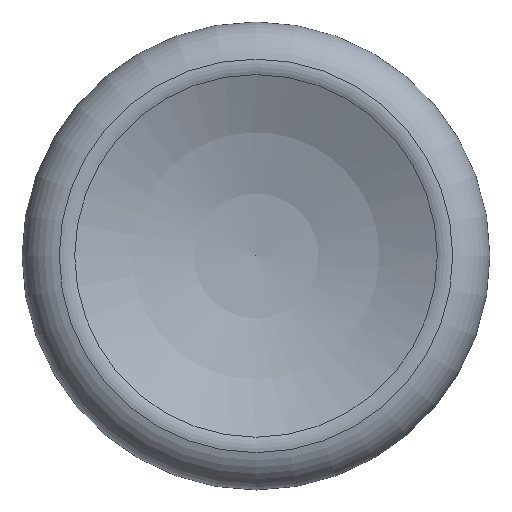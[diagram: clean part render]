
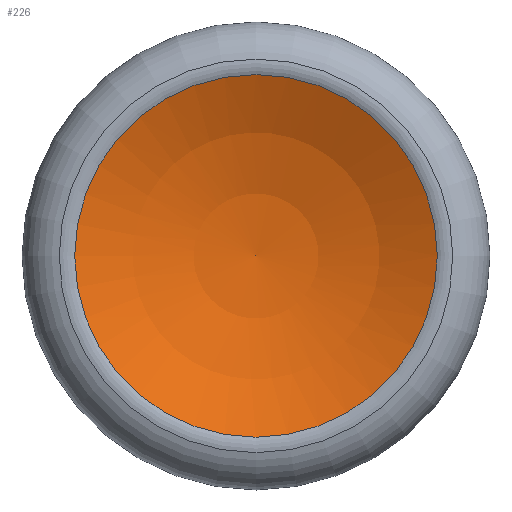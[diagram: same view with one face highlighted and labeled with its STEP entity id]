
A CAD part, top view. The second image highlights one B-rep face of the part: STEP entity #226.
In plain terms, the highlighted spherical face has radius 17 mm.
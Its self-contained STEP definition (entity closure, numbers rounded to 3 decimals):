
#15=SPHERICAL_SURFACE('',#257,17.);
#61=FACE_OUTER_BOUND('',#76,.T.);
#76=EDGE_LOOP('',(#182,#183,#184,#185));
#98=CIRCLE('',#255,7.749);
#99=CIRCLE('',#256,7.749);
#100=CIRCLE('',#258,17.);
#112=VERTEX_POINT('',#376);
#113=VERTEX_POINT('',#378);
#114=VERTEX_POINT('',#382);
#138=EDGE_CURVE('',#112,#113,#98,.T.);
#139=EDGE_CURVE('',#113,#112,#99,.T.);
#140=EDGE_CURVE('',#114,#113,#100,.T.);
#182=ORIENTED_EDGE('',*,*,#139,.F.);
#183=ORIENTED_EDGE('',*,*,#140,.F.);
#184=ORIENTED_EDGE('',*,*,#140,.T.);
#185=ORIENTED_EDGE('',*,*,#138,.F.);
#226=ADVANCED_FACE('',(#61),#15,.F.);
#255=AXIS2_PLACEMENT_3D('',#379,#309,#310);
#256=AXIS2_PLACEMENT_3D('',#380,#311,#312);
#257=AXIS2_PLACEMENT_3D('',#381,#313,#314);
#258=AXIS2_PLACEMENT_3D('',#383,#315,#316);
#309=DIRECTION('center_axis',(0.,0.,-1.));
#310=DIRECTION('ref_axis',(1.,0.,0.));
#311=DIRECTION('center_axis',(0.,0.,-1.));
#312=DIRECTION('ref_axis',(1.,0.,0.));
#313=DIRECTION('center_axis',(0.,0.,1.));
#314=DIRECTION('ref_axis',(1.,0.,0.));
#315=DIRECTION('center_axis',(0.,1.,0.));
#316=DIRECTION('ref_axis',(-1.,0.,0.));
#376=CARTESIAN_POINT('',(7.749,0.,7.869));
#378=CARTESIAN_POINT('',(-7.749,0.,7.869));
#379=CARTESIAN_POINT('Origin',(0.,0.,7.869));
#380=CARTESIAN_POINT('Origin',(0.,0.,7.869));
#381=CARTESIAN_POINT('Origin',(0.,0.,23.));
#382=CARTESIAN_POINT('',(0.,0.,6.));
#383=CARTESIAN_POINT('Origin',(0.,0.,23.));
